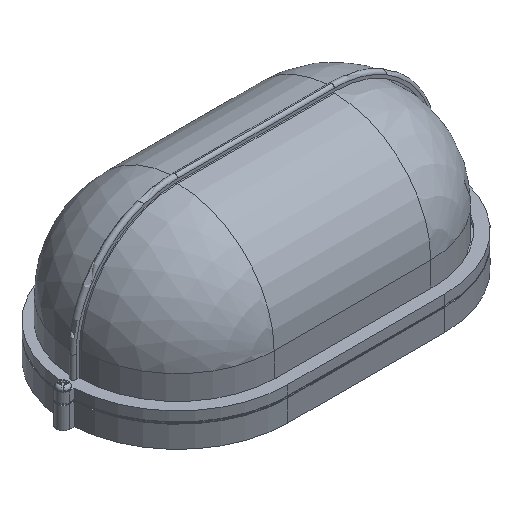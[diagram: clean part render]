
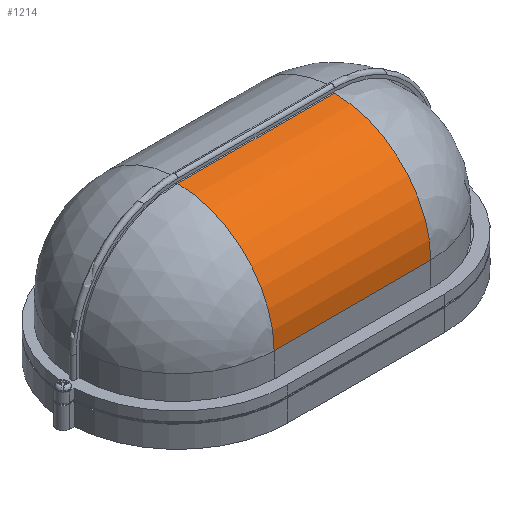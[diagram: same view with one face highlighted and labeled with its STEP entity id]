
A CAD part, isometric view. The second image highlights one B-rep face of the part: STEP entity #1214.
In plain terms, the highlighted cylindrical face has radius 66.5 mm (diameter 133 mm), a partial arc.
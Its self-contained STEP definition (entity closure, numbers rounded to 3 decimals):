
#223 = VERTEX_POINT ( 'NONE', #1933 ) ;
#329 = VERTEX_POINT ( 'NONE', #2341 ) ;
#362 = CARTESIAN_POINT ( 'NONE',  ( 54., 0., 38.5 ) ) ;
#386 = VERTEX_POINT ( 'NONE', #2148 ) ;
#478 = DIRECTION ( 'NONE',  ( 0., 1., 0. ) ) ;
#689 = AXIS2_PLACEMENT_3D ( 'NONE', #1911, #4074, #478 ) ;
#720 = DIRECTION ( 'NONE',  ( 0., -1., 0. ) ) ;
#738 = EDGE_CURVE ( 'NONE', #386, #329, #2291, .T. ) ;
#812 = EDGE_CURVE ( 'NONE', #386, #1707, #2084, .T. ) ;
#1114 = ORIENTED_EDGE ( 'NONE', *, *, #1726, .F. ) ;
#1201 = DIRECTION ( 'NONE',  ( -1., 0., 0. ) ) ;
#1214 = ADVANCED_FACE ( 'NONE', ( #2365 ), #2231, .T. ) ;
#1343 = VECTOR ( 'NONE', #3105, 1000. ) ;
#1418 = CARTESIAN_POINT ( 'NONE',  ( -54., -66.5, 38.5 ) ) ;
#1513 = AXIS2_PLACEMENT_3D ( 'NONE', #3394, #1201, #3752 ) ;
#1576 = AXIS2_PLACEMENT_3D ( 'NONE', #362, #2899, #720 ) ;
#1653 = ORIENTED_EDGE ( 'NONE', *, *, #2913, .F. ) ;
#1707 = VERTEX_POINT ( 'NONE', #4070 ) ;
#1726 = EDGE_CURVE ( 'NONE', #329, #223, #4351, .T. ) ;
#1911 = CARTESIAN_POINT ( 'NONE',  ( 54., 0., 38.5 ) ) ;
#1933 = CARTESIAN_POINT ( 'NONE',  ( -54., 0., 105. ) ) ;
#2084 = CIRCLE ( 'NONE', #1576, 66.5 ) ;
#2148 = CARTESIAN_POINT ( 'NONE',  ( 54., -66.5, 38.5 ) ) ;
#2152 = ORIENTED_EDGE ( 'NONE', *, *, #812, .T. ) ;
#2231 = CYLINDRICAL_SURFACE ( 'NONE', #689, 66.5 ) ;
#2291 = LINE ( 'NONE', #1418, #4104 ) ;
#2341 = CARTESIAN_POINT ( 'NONE',  ( -54., -66.5, 38.5 ) ) ;
#2365 = FACE_OUTER_BOUND ( 'NONE', #2739, .T. ) ;
#2431 = LINE ( 'NONE', #4148, #1343 ) ;
#2739 = EDGE_LOOP ( 'NONE', ( #2852, #2152, #1653, #1114 ) ) ;
#2852 = ORIENTED_EDGE ( 'NONE', *, *, #738, .F. ) ;
#2899 = DIRECTION ( 'NONE',  ( -1., 0., 0. ) ) ;
#2913 = EDGE_CURVE ( 'NONE', #223, #1707, #2431, .T. ) ;
#3105 = DIRECTION ( 'NONE',  ( 1., 0., 0. ) ) ;
#3394 = CARTESIAN_POINT ( 'NONE',  ( -54., 0., 38.5 ) ) ;
#3752 = DIRECTION ( 'NONE',  ( 0., 0., -1. ) ) ;
#3963 = DIRECTION ( 'NONE',  ( -1., 0., 0. ) ) ;
#4070 = CARTESIAN_POINT ( 'NONE',  ( 54., 0., 105. ) ) ;
#4074 = DIRECTION ( 'NONE',  ( 1., 0., 0. ) ) ;
#4104 = VECTOR ( 'NONE', #3963, 1000. ) ;
#4148 = CARTESIAN_POINT ( 'NONE',  ( 54., 0., 105. ) ) ;
#4351 = CIRCLE ( 'NONE', #1513, 66.5 ) ;
